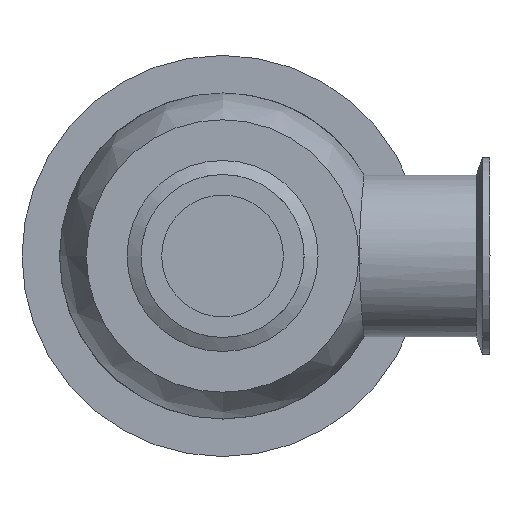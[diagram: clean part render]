
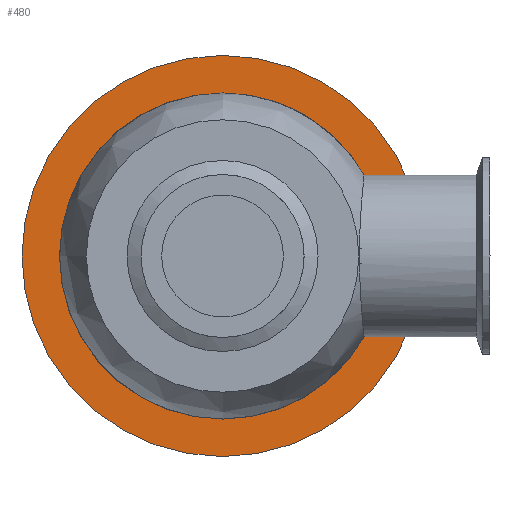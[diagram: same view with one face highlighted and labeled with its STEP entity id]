
A CAD part, front view. The second image highlights one B-rep face of the part: STEP entity #480.
In plain terms, the highlighted planar face has unit normal (0, -1, 0).
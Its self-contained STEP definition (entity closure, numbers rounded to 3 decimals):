
#19=FACE_BOUND('',#105,.T.);
#27=PLANE('',#563);
#68=FACE_OUTER_BOUND('',#104,.T.);
#104=EDGE_LOOP('',(#423));
#105=EDGE_LOOP('',(#424));
#178=CIRCLE('',#528,64.016);
#196=CIRCLE('',#562,78.75);
#221=VERTEX_POINT('',#845);
#238=VERTEX_POINT('',#959);
#269=EDGE_CURVE('',#221,#221,#178,.T.);
#300=EDGE_CURVE('',#238,#238,#196,.T.);
#423=ORIENTED_EDGE('',*,*,#300,.T.);
#424=ORIENTED_EDGE('',*,*,#269,.T.);
#480=ADVANCED_FACE('',(#68,#19),#27,.T.);
#528=AXIS2_PLACEMENT_3D('',#847,#618,#619);
#562=AXIS2_PLACEMENT_3D('',#960,#697,#698);
#563=AXIS2_PLACEMENT_3D('',#962,#700,#701);
#618=DIRECTION('center_axis',(0.,1.,0.));
#619=DIRECTION('ref_axis',(-1.,0.,0.));
#697=DIRECTION('center_axis',(0.,-1.,0.));
#698=DIRECTION('ref_axis',(1.,0.,0.));
#700=DIRECTION('center_axis',(0.,-1.,0.));
#701=DIRECTION('ref_axis',(0.,0.,-1.));
#845=CARTESIAN_POINT('',(634.986,232.225,0.));
#847=CARTESIAN_POINT('Origin',(570.971,232.225,0.));
#959=CARTESIAN_POINT('',(649.721,232.225,0.));
#960=CARTESIAN_POINT('Origin',(570.971,232.225,0.));
#962=CARTESIAN_POINT('Origin',(570.971,232.225,0.));
